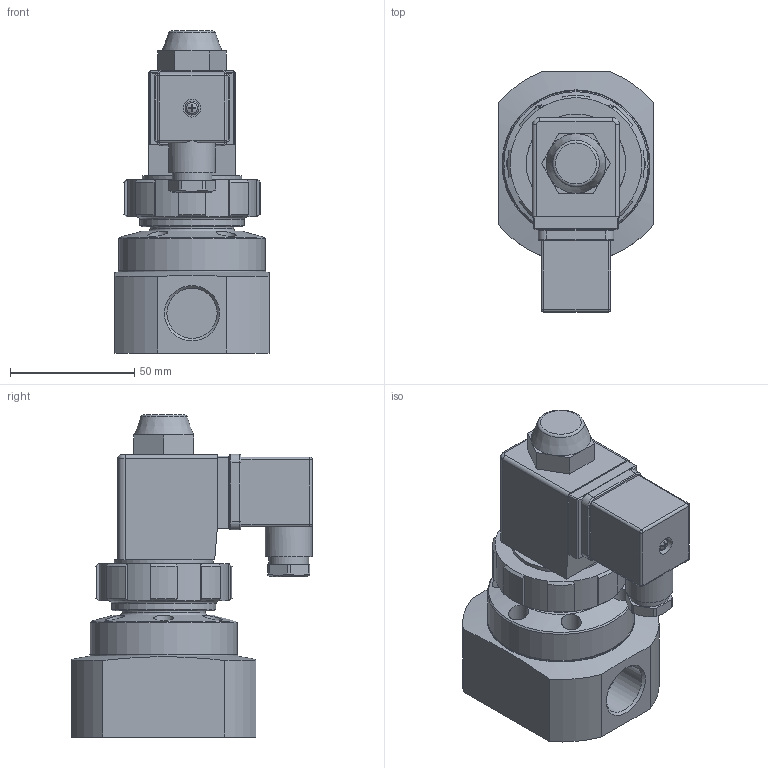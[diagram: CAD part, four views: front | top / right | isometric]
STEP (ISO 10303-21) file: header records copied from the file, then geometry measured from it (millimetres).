
FILE_DESCRIPTION(/* description */ (''),/* implementation_level */ '2;1');
FILE_NAME(/* name */ 'Typ 160 DN15 PVC (91600013).stp',/* time_stamp */ '2018-07-27T10:32:49+02:00',/* author */ ('scanivar'),/* organization */ (''),/* preprocessor_version */ 'ST-DEVELOPER v15.2',/* originating_system */ 'Autodesk Inventor 2014',/* authorisation */ '');
FILE_SCHEMA (('AUTOMOTIVE_DESIGN { 1 0 10303 214 3 1 1 }'));
Length unit declared in the file: centimetre
Products named in the file (1): BG-91600013
Bounding box: 62 x 96.7 x 129.5 mm (x, y, z)
Volume: 312026.8 mm3; surface area: 43120.3 mm2
Topology: 1 solids, 1 shells, 319 faces, 765 edges, 467 vertices
Faces by surface type: plane 148, cylinder 88, cone 53, torus 23, sphere 5, bspline 2
Full cylindrical faces by diameter (mm): 4.134 x2, 7 x6, 7.2 x1, 7.4 x4, 8 x6, 9.6 x1, 16 x1, 18.9 x1, 20.2 x2, 33.5 x1, 34.5 x1, 40 x1, 42 x1, 59 x1, 59.5 x1
Entity records: 9149 total; most frequent: CARTESIAN_POINT 1914, DIRECTION 1476, ORIENTED_EDGE 1316, EDGE_CURVE 658, AXIS2_PLACEMENT_3D 578, VERTEX_POINT 434, EDGE_LOOP 412, LINE 320
